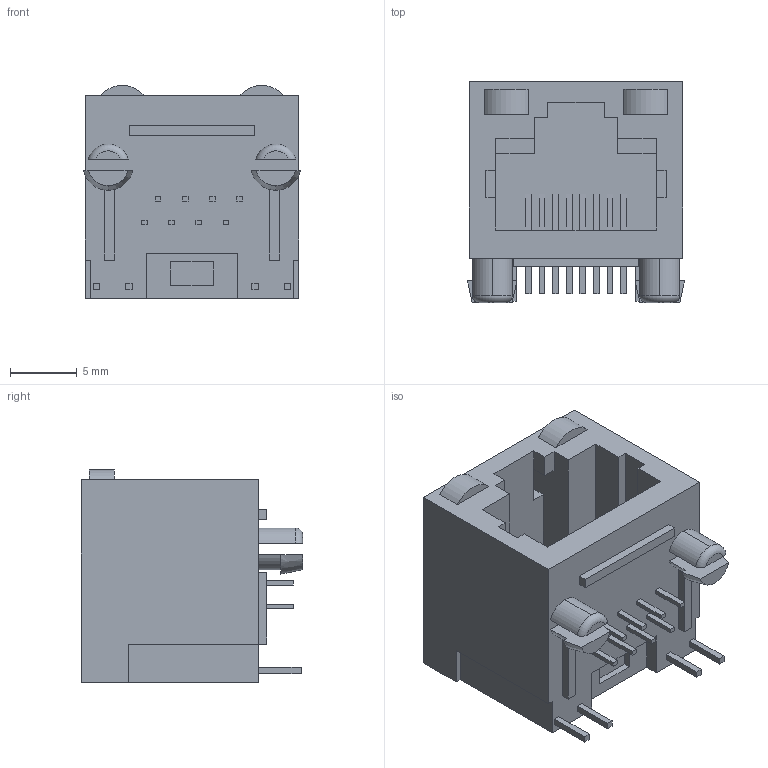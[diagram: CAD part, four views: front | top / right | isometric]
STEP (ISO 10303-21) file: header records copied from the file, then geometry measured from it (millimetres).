
FILE_DESCRIPTION (( 'STEP AP214' ), '1' );
FILE_NAME ('SMJ-RJ4590-LED_3D.STEP', '2020-01-09T18:39:35', ( '' ), ( '' ), 'SwSTEP 2.0', 'SolidWorks 2018', '' );
FILE_SCHEMA (( 'AUTOMOTIVE_DESIGN' ));
Length unit declared in the file: inch
Products named in the file (1): SMJ-RJ4590-LED_3D
Bounding box: 16.21 x 16.51 x 15.9 mm (x, y, z)
Volume: 2189.3 mm3; surface area: 2072.1 mm2
Topology: 1 solids, 1 shells, 192 faces, 504 edges, 336 vertices
Faces by surface type: plane 178, cylinder 8, cone 4, torus 2
Entity records: 7184 total; most frequent: CARTESIAN_POINT 1065, ORIENTED_EDGE 1008, DIRECTION 908, EDGE_CURVE 504, LINE 470, VECTOR 470, VERTEX_POINT 336, EDGE_LOOP 234
